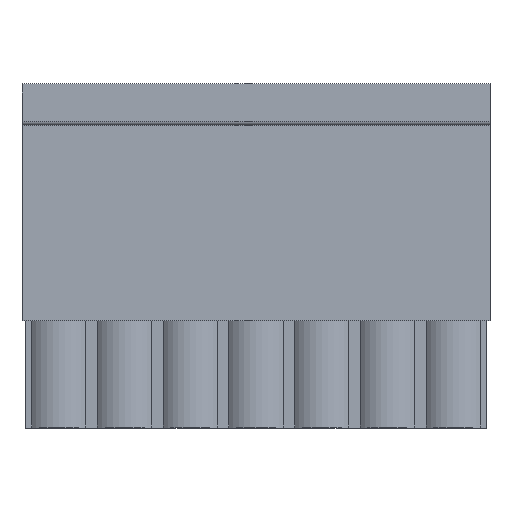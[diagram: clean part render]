
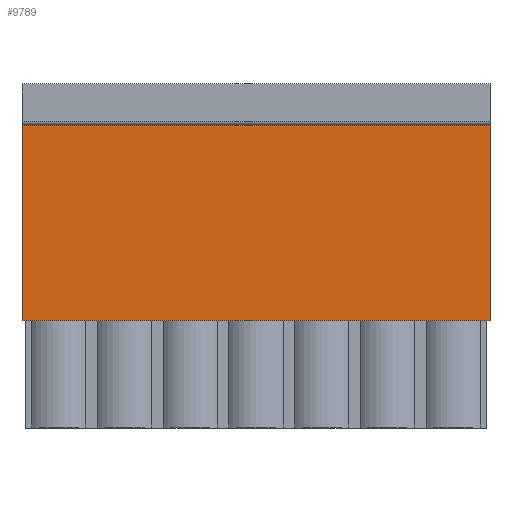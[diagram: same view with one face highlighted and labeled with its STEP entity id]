
A CAD part, top view. The second image highlights one B-rep face of the part: STEP entity #9789.
In plain terms, the highlighted planar face has unit normal (0, 0, 1).
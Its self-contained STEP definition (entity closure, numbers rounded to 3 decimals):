
#1=DIRECTION('',(0.,-1.,0.));
#2=VECTOR('',#1,15.1);
#3=CARTESIAN_POINT('',(0.,9.44,6.96));
#4=LINE('',#3,#2);
#367=DIRECTION('',(-1.,0.,0.));
#368=VECTOR('',#367,36.18);
#369=CARTESIAN_POINT('',(0.,-5.66,6.96));
#370=LINE('',#369,#368);
#1651=DIRECTION('',(0.,-1.,0.));
#1652=VECTOR('',#1651,15.1);
#1653=CARTESIAN_POINT('',(-36.18,9.44,6.96));
#1654=LINE('',#1653,#1652);
#3008=DIRECTION('',(-1.,0.,0.));
#3009=VECTOR('',#3008,36.18);
#3010=CARTESIAN_POINT('',(0.,9.44,6.96));
#3011=LINE('',#3010,#3009);
#4633=CARTESIAN_POINT('',(0.,9.44,6.96));
#4634=CARTESIAN_POINT('',(0.,-5.66,6.96));
#4635=VERTEX_POINT('',#4633);
#4636=VERTEX_POINT('',#4634);
#4679=CARTESIAN_POINT('',(-36.18,9.44,6.96));
#4680=CARTESIAN_POINT('',(-36.18,-5.66,6.96));
#4681=VERTEX_POINT('',#4679);
#4682=VERTEX_POINT('',#4680);
#9778=CARTESIAN_POINT('',(0.,9.44,6.96));
#9779=DIRECTION('',(0.,0.,1.));
#9780=DIRECTION('',(0.,-1.,0.));
#9781=AXIS2_PLACEMENT_3D('',#9778,#9779,#9780);
#9782=PLANE('',#9781);
#9783=ORIENTED_EDGE('',*,*,#6092,.T.);
#9784=ORIENTED_EDGE('',*,*,#6150,.T.);
#9785=ORIENTED_EDGE('',*,*,#8201,.F.);
#9786=ORIENTED_EDGE('',*,*,#9771,.F.);
#9787=EDGE_LOOP('',(#9783,#9784,#9785,#9786));
#9788=FACE_OUTER_BOUND('',#9787,.F.);
#9789=ADVANCED_FACE('',(#9788),#9782,.T.);
#6092=EDGE_CURVE('',#4635,#4636,#4,.T.);
#6150=EDGE_CURVE('',#4636,#4682,#370,.T.);
#8201=EDGE_CURVE('',#4681,#4682,#1654,.T.);
#9771=EDGE_CURVE('',#4635,#4681,#3011,.T.);
